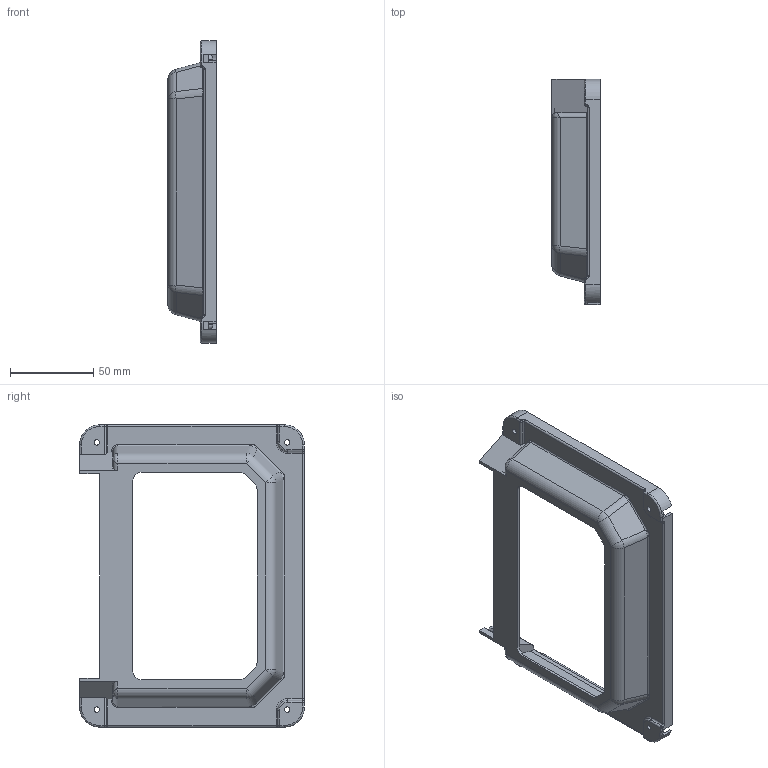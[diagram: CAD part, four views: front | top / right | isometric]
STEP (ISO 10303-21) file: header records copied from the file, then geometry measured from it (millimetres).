
FILE_DESCRIPTION(('STEP AP214'), '1');
FILE_NAME('volkwagen b covers_top', '', ('UNSPECIFIED'), ('UNSPECIFIED'), 'C3D Converter', 'C3D Toolkit', '');
FILE_SCHEMA(('AUTOMOTIVE_DESIGN { 1 0 10303 214 3 1 1}'));
Length unit declared in the file: millimetre
Bounding box: 29 x 135 x 181.5 mm (x, y, z)
Volume: 45530.6 mm3; surface area: 48927.9 mm2
Topology: 1 solids, 1 shells, 253 faces, 656 edges, 379 vertices
Faces by surface type: cylinder 106, plane 98, bspline 20, torus 19, sphere 10
Full cylindrical faces by diameter (mm): 3.242 x4
Entity records: 15077 total; most frequent: CARTESIAN_POINT 7073, ORIENTED_EDGE 1252, DIRECTION 1241, EDGE_CURVE 626, AXIS2_PLACEMENT_3D 435, VERTEX_POINT 379, LINE 371, VECTOR 371
